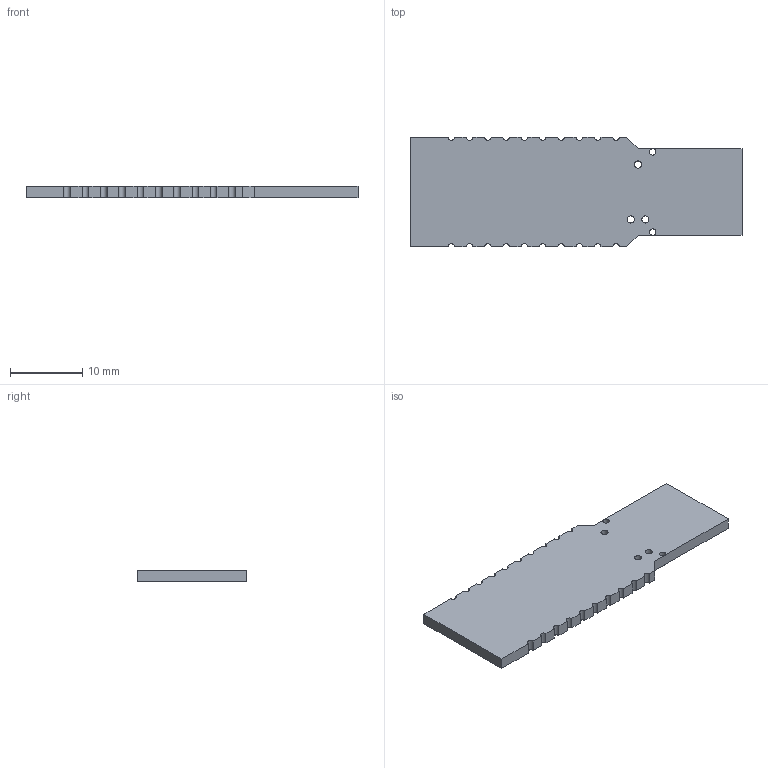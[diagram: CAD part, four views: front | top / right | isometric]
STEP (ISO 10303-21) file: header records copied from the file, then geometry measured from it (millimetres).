
FILE_DESCRIPTION(('KiCad electronic assembly'),'2;1');
FILE_NAME('NordicDongle.step','2020-06-09T11:45:28',('An Author'),( 'A Company'),'Open CASCADE STEP processor 6.9', 'KiCad to STEP converter','Unknown');
FILE_SCHEMA(('AUTOMOTIVE_DESIGN { 1 0 10303 214 1 1 1 1 }'));
Length unit declared in the file: millimetre
Products named in the file (23): Open CASCADE STEP translator 6.9 1; 8B008938-F0A9; C68072A1-061B; 14CBD493-F4CA; A91732AC-017D; E54DA62B-0139; F979B2DA-579F; 45F7D209-F08A; 71535985-6083; 3BF88A80-D417; BC81A2CB-8B55; 27F8D307-C50E; 23770C4C-E9A2; 4C1D229A-016F; FC3FEAB5-DE9B; 3C0C10DE-CD94; B6A667F8-9D07; C9012E92-4FB3; F5F46AC4-E8D3; 368438F8-044C; C1A745D0-FD3D; 71EBD4AE-24C3; COMPOUND
Assembly tree (54 placements, depth 2):
  Open CASCADE STEP translator 6.9 1
    8B008938-F0A9  x6
    C68072A1-061B
    14CBD493-F4CA
    A91732AC-017D
    E54DA62B-0139  x21
    F979B2DA-579F
    45F7D209-F08A
    71535985-6083
    3BF88A80-D417
    BC81A2CB-8B55
    27F8D307-C50E  x2
    23770C4C-E9A2
    4C1D229A-016F  x3
    FC3FEAB5-DE9B
    3C0C10DE-CD94  x2
    B6A667F8-9D07  x4
    C9012E92-4FB3
    F5F46AC4-E8D3
    368438F8-044C
    C1A745D0-FD3D
    71EBD4AE-24C3
    COMPOUND
Bounding box: 46.04 x 15.24 x 1.6 mm (x, y, z)
Volume: 1028.4 mm3; surface area: 1518.9 mm2
Topology: 1 solids, 1 shells, 57 faces, 165 edges, 110 vertices
Faces by surface type: plane 31, cylinder 26
Full cylindrical faces by diameter (mm): 0.9 x1, 0.991 x3
Entity records: 4689 total; most frequent: CARTESIAN_POINT 761, DIRECTION 727, LINE 347, VECTOR 347, ORIENTED_EDGE 330, PCURVE 330, DEFINITIONAL_REPRESENTATION 330, EDGE_CURVE 165
